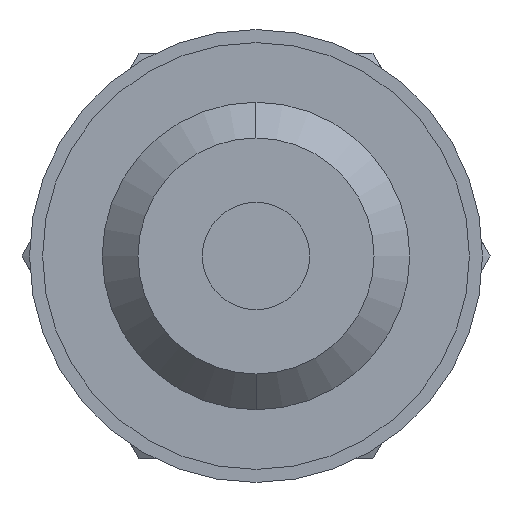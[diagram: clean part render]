
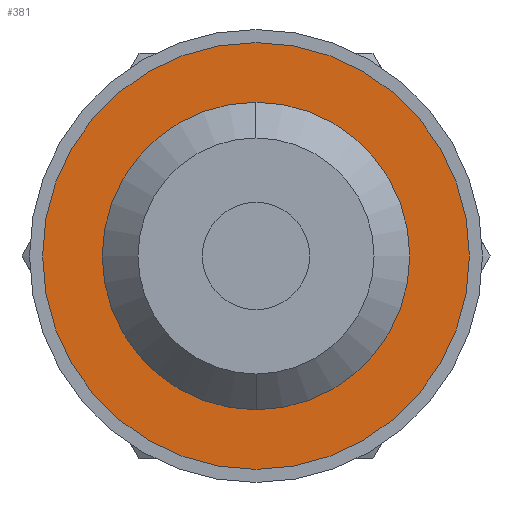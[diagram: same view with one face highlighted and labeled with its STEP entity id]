
A CAD part, front view. The second image highlights one B-rep face of the part: STEP entity #381.
In plain terms, the highlighted planar face has unit normal (0, -1, 0).
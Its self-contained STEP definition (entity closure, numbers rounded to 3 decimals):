
#20 = EDGE_CURVE ( 'NONE', #21, #22, #338, .T. ) ;
#21 = VERTEX_POINT ( 'NONE', #334 ) ;
#22 = VERTEX_POINT ( 'NONE', #333 ) ;
#37 = EDGE_CURVE ( 'NONE', #38, #49, #361, .T. ) ;
#38 = VERTEX_POINT ( 'NONE', #356 ) ;
#49 = VERTEX_POINT ( 'NONE', #268 ) ;
#268 = CARTESIAN_POINT ( 'NONE',  ( 0., 6.7, 8.95 ) ) ;
#309 = CARTESIAN_POINT ( 'NONE',  ( 0., 6.7, 0. ) ) ;
#333 = CARTESIAN_POINT ( 'NONE',  ( 0., 6.7, 6.45 ) ) ;
#334 = CARTESIAN_POINT ( 'NONE',  ( 0., 6.7, -6.45 ) ) ;
#335 = DIRECTION ( 'NONE',  ( 0., 0., -1. ) ) ;
#336 = DIRECTION ( 'NONE',  ( 0., -1., 0. ) ) ;
#337 = AXIS2_PLACEMENT_3D ( 'NONE', #309, #336, #335 ) ;
#338 = CIRCLE ( 'NONE', #337, 6.45 ) ;
#356 = CARTESIAN_POINT ( 'NONE',  ( 0., 6.7, -8.95 ) ) ;
#357 = DIRECTION ( 'NONE',  ( 0., 0., -1. ) ) ;
#358 = DIRECTION ( 'NONE',  ( 0., -1., 0. ) ) ;
#359 = CARTESIAN_POINT ( 'NONE',  ( 0., 6.7, 0. ) ) ;
#360 = AXIS2_PLACEMENT_3D ( 'NONE', #359, #358, #357 ) ;
#361 = CIRCLE ( 'NONE', #360, 8.95 ) ;
#380 = EDGE_CURVE ( 'NONE', #49, #38, #973, .T. ) ;
#381 = ADVANCED_FACE ( 'NONE', ( #968, #967 ), #966, .T. ) ;
#410 = ORIENTED_EDGE ( 'NONE', *, *, #20, .F. ) ;
#411 = EDGE_LOOP ( 'NONE', ( #474, #475 ) ) ;
#470 = EDGE_LOOP ( 'NONE', ( #410, #472 ) ) ;
#472 = ORIENTED_EDGE ( 'NONE', *, *, #473, .F. ) ;
#473 = EDGE_CURVE ( 'NONE', #22, #21, #1003, .T. ) ;
#474 = ORIENTED_EDGE ( 'NONE', *, *, #37, .T. ) ;
#475 = ORIENTED_EDGE ( 'NONE', *, *, #380, .T. ) ;
#961 = DIRECTION ( 'NONE',  ( 0., 0., -1. ) ) ;
#962 = DIRECTION ( 'NONE',  ( 0., -1., 0. ) ) ;
#963 = CARTESIAN_POINT ( 'NONE',  ( 4.95, 6.7, 0. ) ) ;
#965 = AXIS2_PLACEMENT_3D ( 'NONE', #963, #962, #961 ) ;
#966 = PLANE ( 'NONE',  #965 ) ;
#967 = FACE_OUTER_BOUND ( 'NONE', #411, .T. ) ;
#968 = FACE_BOUND ( 'NONE', #470, .T. ) ;
#969 = DIRECTION ( 'NONE',  ( 0., 0., -1. ) ) ;
#970 = DIRECTION ( 'NONE',  ( 0., -1., 0. ) ) ;
#971 = CARTESIAN_POINT ( 'NONE',  ( 0., 6.7, 0. ) ) ;
#972 = AXIS2_PLACEMENT_3D ( 'NONE', #971, #970, #969 ) ;
#973 = CIRCLE ( 'NONE', #972, 8.95 ) ;
#999 = DIRECTION ( 'NONE',  ( 0., 0., -1. ) ) ;
#1000 = DIRECTION ( 'NONE',  ( 0., -1., 0. ) ) ;
#1001 = CARTESIAN_POINT ( 'NONE',  ( 0., 6.7, 0. ) ) ;
#1002 = AXIS2_PLACEMENT_3D ( 'NONE', #1001, #1000, #999 ) ;
#1003 = CIRCLE ( 'NONE', #1002, 6.45 ) ;
